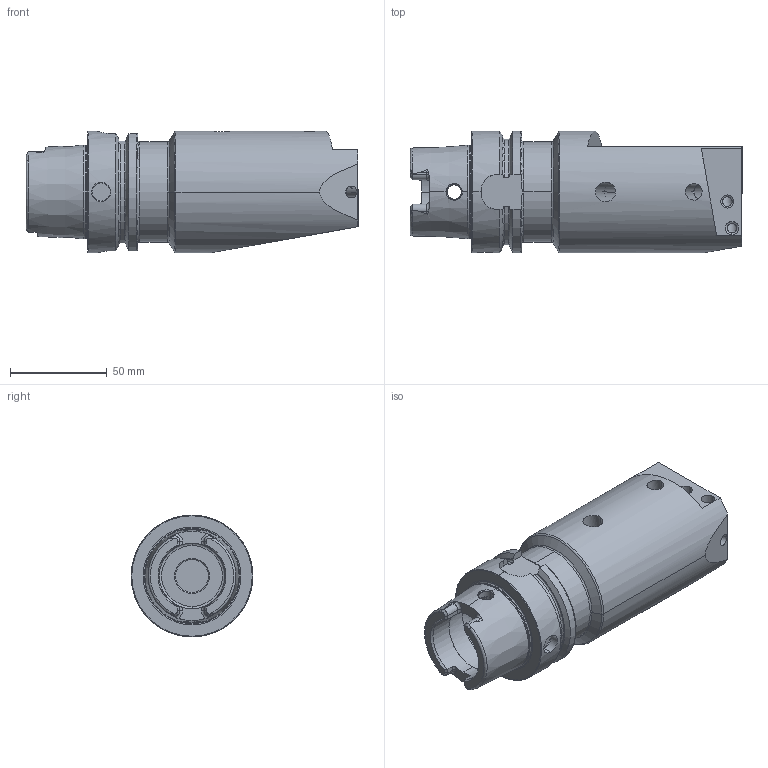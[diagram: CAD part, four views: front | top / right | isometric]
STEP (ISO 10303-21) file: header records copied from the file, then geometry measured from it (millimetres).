
FILE_DESCRIPTION (( 'STEP AP214' ), '1' );
FILE_NAME ('HA6.So2.001.140.STEP', '2017-10-09T14:20:14', ( 'SWIAdmin' ), ( 'Hewlett-Packard Company' ), 'SwSTEP 2.0', 'SolidWorks 2017', '' );
FILE_SCHEMA (( 'AUTOMOTIVE_DESIGN' ));
Length unit declared in the file: millimetre
Products named in the file (1): HA6.So2.001.140
Bounding box: 171.9 x 63 x 63 mm (x, y, z)
Volume: 368651.6 mm3; surface area: 50295.2 mm2
Topology: 1 solids, 1 shells, 223 faces, 569 edges, 347 vertices
Faces by surface type: cylinder 83, plane 53, cone 48, torus 35, bspline 4
Entity records: 9764 total; most frequent: CARTESIAN_POINT 3031, ORIENTED_EDGE 1134, DIRECTION 1081, EDGE_CURVE 567, AXIS2_PLACEMENT_3D 438, VERTEX_POINT 347, EDGE_LOOP 246, ADVANCED_FACE 223
